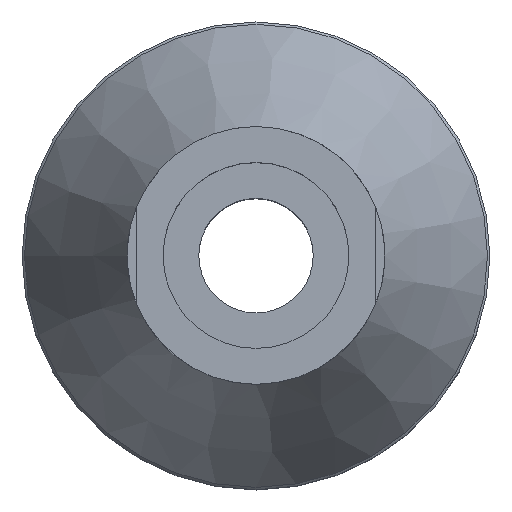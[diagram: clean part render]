
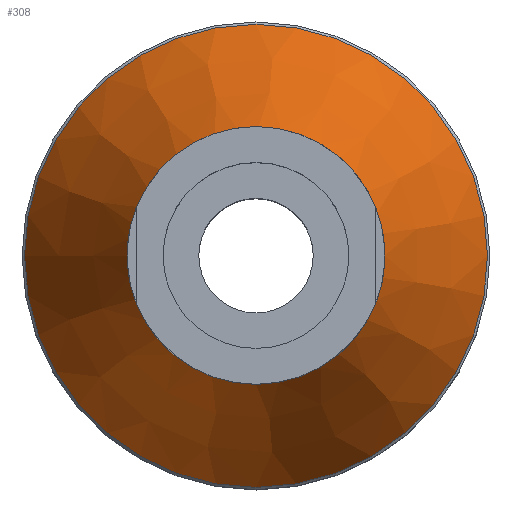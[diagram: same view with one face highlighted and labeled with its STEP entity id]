
A CAD part, top view. The second image highlights one B-rep face of the part: STEP entity #308.
In plain terms, the highlighted conical face has half-angle 27.672 degrees and reference radius 27 mm.
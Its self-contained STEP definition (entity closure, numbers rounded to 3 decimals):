
#22=CONICAL_SURFACE('',#354,27.,0.483);
#90=ORIENTED_EDGE('',*,*,#153,.F.);
#91=ORIENTED_EDGE('',*,*,#140,.F.);
#140=EDGE_CURVE('',#176,#176,#204,.T.);
#153=EDGE_CURVE('',#187,#187,#211,.T.);
#176=VERTEX_POINT('',#484);
#187=VERTEX_POINT('',#510);
#204=CIRCLE('',#338,27.);
#211=CIRCLE('',#347,48.5);
#236=EDGE_LOOP('',(#90));
#237=EDGE_LOOP('',(#91));
#272=FACE_BOUND('',#236,.T.);
#273=FACE_BOUND('',#237,.T.);
#308=ADVANCED_FACE('',(#272,#273),#22,.T.);
#338=AXIS2_PLACEMENT_3D('',#483,#383,#384);
#347=AXIS2_PLACEMENT_3D('',#509,#407,#408);
#354=AXIS2_PLACEMENT_3D('',#520,#421,#422);
#383=DIRECTION('',(0.,0.,1.));
#384=DIRECTION('',(1.,0.,0.));
#407=DIRECTION('',(0.,0.,-1.));
#408=DIRECTION('',(-1.,0.,0.));
#421=DIRECTION('',(0.,0.,-1.));
#422=DIRECTION('',(-1.,0.,0.));
#483=CARTESIAN_POINT('',(0.,0.,72.));
#484=CARTESIAN_POINT('',(27.,0.,72.));
#509=CARTESIAN_POINT('',(0.,0.,31.));
#510=CARTESIAN_POINT('',(-48.5,0.,31.));
#520=CARTESIAN_POINT('',(0.,0.,72.));
